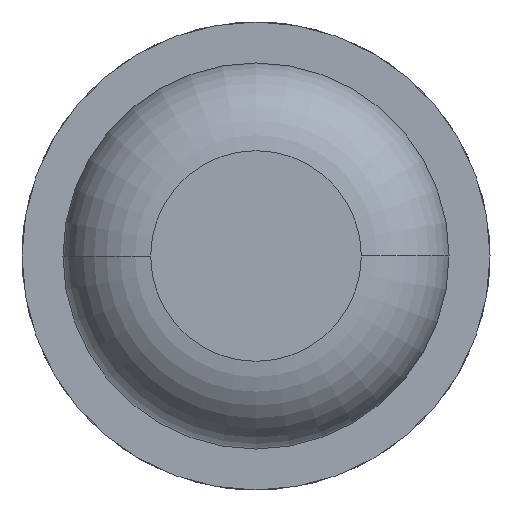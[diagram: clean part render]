
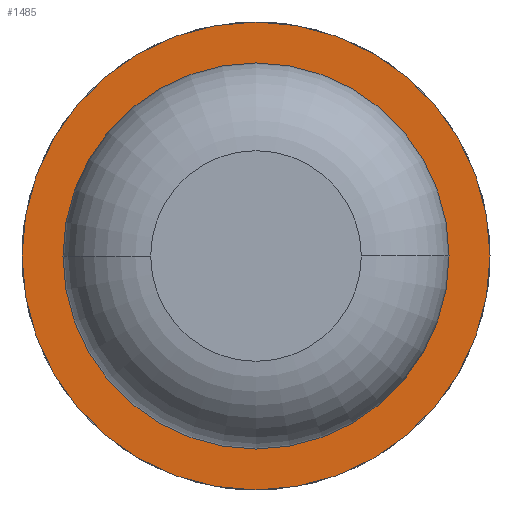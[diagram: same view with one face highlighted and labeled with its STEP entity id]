
A CAD part, front view. The second image highlights one B-rep face of the part: STEP entity #1485.
In plain terms, the highlighted planar face has unit normal (0, -1, 0).
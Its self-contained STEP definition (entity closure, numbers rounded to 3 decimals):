
#74 = CIRCLE ( 'NONE', #1777, 1. ) ;
#113 = EDGE_LOOP ( 'NONE', ( #4013, #1901 ) ) ;
#148 = DIRECTION ( 'NONE',  ( -1., 0., 0. ) ) ;
#220 = EDGE_CURVE ( 'Defeature ausgef�hrt1_18+Defeature ausgef�hrt1_17+Defeature ausgef�hrt1_17+Defeature ausgef�hrt1_17', #3676, #1552, #4168, .T. ) ;
#246 = CIRCLE ( 'NONE', #2657, 0.825 ) ;
#374 = CARTESIAN_POINT ( 'NONE',  ( 0.825, -6., 0. ) ) ;
#459 = VERTEX_POINT ( 'NONE', #374 ) ;
#510 = DIRECTION ( 'NONE',  ( 0., 1., 0. ) ) ;
#612 = DIRECTION ( 'NONE',  ( 0., 1., 0. ) ) ;
#765 = FACE_BOUND ( 'NONE', #113, .T. ) ;
#911 = CARTESIAN_POINT ( 'NONE',  ( -1., -6., 0. ) ) ;
#920 = AXIS2_PLACEMENT_3D ( 'NONE', #3167, #1597, #1950 ) ;
#1023 = CARTESIAN_POINT ( 'NONE',  ( 0., -6., 0. ) ) ;
#1121 = CARTESIAN_POINT ( 'NONE',  ( 0., -6., 0. ) ) ;
#1268 = CARTESIAN_POINT ( 'NONE',  ( -0.825, -6., 0. ) ) ;
#1330 = DIRECTION ( 'NONE',  ( 0., 1., 0. ) ) ;
#1428 = DIRECTION ( 'NONE',  ( 0., 1., 0. ) ) ;
#1485 = ADVANCED_FACE ( 'Defeature ausgef�hrt1_17', ( #2415, #765 ), #1832, .F. ) ;
#1491 = EDGE_CURVE ( 'Defeature ausgef�hrt1_17+Defeature ausgef�hrt1_12+Defeature ausgef�hrt1_12+Defeature ausgef�hrt1_12', #3517, #459, #2370, .T. ) ;
#1552 = VERTEX_POINT ( 'NONE', #911 ) ;
#1597 = DIRECTION ( 'NONE',  ( 0., 1., 0. ) ) ;
#1761 = EDGE_CURVE ( 'Defeature ausgef�hrt1_18+Defeature ausgef�hrt1_17+Defeature ausgef�hrt1_17+Defeature ausgef�hrt1_17', #1552, #3676, #74, .T. ) ;
#1777 = AXIS2_PLACEMENT_3D ( 'NONE', #1121, #1428, #148 ) ;
#1832 = PLANE ( 'NONE',  #3508 ) ;
#1873 = EDGE_CURVE ( 'Defeature ausgef�hrt1_17+Defeature ausgef�hrt1_12+Defeature ausgef�hrt1_12+Defeature ausgef�hrt1_12', #459, #3517, #246, .T. ) ;
#1901 = ORIENTED_EDGE ( 'NONE', *, *, #1873, .T. ) ;
#1950 = DIRECTION ( 'NONE',  ( -1., 0., 0. ) ) ;
#2026 = ORIENTED_EDGE ( 'NONE', *, *, #220, .F. ) ;
#2244 = DIRECTION ( 'NONE',  ( -1., 0., 0. ) ) ;
#2370 = CIRCLE ( 'NONE', #2839, 0.825 ) ;
#2415 = FACE_OUTER_BOUND ( 'NONE', #3802, .T. ) ;
#2439 = CARTESIAN_POINT ( 'NONE',  ( 0.825, -6., 0. ) ) ;
#2657 = AXIS2_PLACEMENT_3D ( 'NONE', #4198, #612, #2244 ) ;
#2790 = CARTESIAN_POINT ( 'NONE',  ( 1., -6., 0. ) ) ;
#2839 = AXIS2_PLACEMENT_3D ( 'NONE', #1023, #1330, #3556 ) ;
#3092 = DIRECTION ( 'NONE',  ( -1., 0., 0. ) ) ;
#3167 = CARTESIAN_POINT ( 'NONE',  ( 0., -6., 0. ) ) ;
#3458 = ORIENTED_EDGE ( 'NONE', *, *, #1761, .F. ) ;
#3508 = AXIS2_PLACEMENT_3D ( 'NONE', #2439, #510, #3092 ) ;
#3517 = VERTEX_POINT ( 'NONE', #1268 ) ;
#3556 = DIRECTION ( 'NONE',  ( -1., 0., 0. ) ) ;
#3676 = VERTEX_POINT ( 'NONE', #2790 ) ;
#3802 = EDGE_LOOP ( 'NONE', ( #3458, #2026 ) ) ;
#4013 = ORIENTED_EDGE ( 'NONE', *, *, #1491, .T. ) ;
#4168 = CIRCLE ( 'NONE', #920, 1. ) ;
#4198 = CARTESIAN_POINT ( 'NONE',  ( 0., -6., 0. ) ) ;
